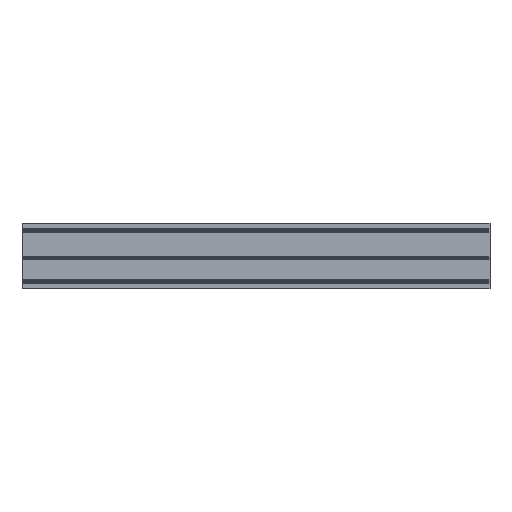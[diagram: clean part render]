
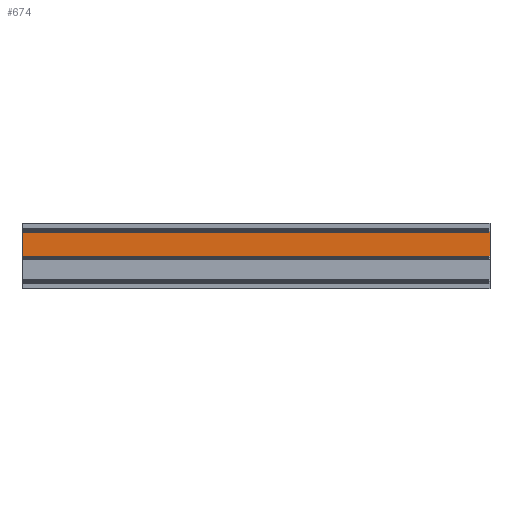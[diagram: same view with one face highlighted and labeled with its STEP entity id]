
A CAD part, top view. The second image highlights one B-rep face of the part: STEP entity #674.
In plain terms, the highlighted planar face has unit normal (0, 0, 1).
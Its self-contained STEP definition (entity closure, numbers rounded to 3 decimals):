
#674=ADVANCED_FACE('',(#806),#739,.T.);
#739=PLANE('',#2302);
#806=FACE_OUTER_BOUND('',#887,.T.);
#887=EDGE_LOOP('',(#1103,#1104,#1105,#1106));
#1103=ORIENTED_EDGE('',*,*,#1669,.F.);
#1104=ORIENTED_EDGE('',*,*,#1668,.F.);
#1105=ORIENTED_EDGE('',*,*,#1670,.T.);
#1106=ORIENTED_EDGE('',*,*,#1671,.T.);
#1471=VERTEX_POINT('',#3095);
#1472=VERTEX_POINT('',#3097);
#1473=VERTEX_POINT('',#3101);
#1474=VERTEX_POINT('',#3103);
#1668=EDGE_CURVE('',#1472,#1471,#1867,.T.);
#1669=EDGE_CURVE('',#1471,#1473,#1868,.T.);
#1670=EDGE_CURVE('',#1472,#1474,#1869,.T.);
#1671=EDGE_CURVE('',#1474,#1473,#1870,.T.);
#1867=LINE('',#3098,#2038);
#1868=LINE('',#3100,#2039);
#1869=LINE('',#3102,#2040);
#1870=LINE('',#3104,#2041);
#2038=VECTOR('',#2626,1.);
#2039=VECTOR('',#2629,1.);
#2040=VECTOR('',#2630,1.);
#2041=VECTOR('',#2631,1.);
#2302=AXIS2_PLACEMENT_3D('',#3105,#2632,#2633);
#2626=DIRECTION('',(-1.,0.,0.));
#2629=DIRECTION('',(0.,1.,0.));
#2630=DIRECTION('',(0.,1.,0.));
#2631=DIRECTION('',(-1.,0.,0.));
#2632=DIRECTION('',(0.,0.,1.));
#2633=DIRECTION('',(1.,0.,0.));
#3095=CARTESIAN_POINT('',(0.,138.5,4.45));
#3097=CARTESIAN_POINT('',(2000.,138.5,4.45));
#3098=CARTESIAN_POINT('',(2000.,138.5,4.45));
#3100=CARTESIAN_POINT('',(0.,234.9,4.45));
#3101=CARTESIAN_POINT('',(0.,242.,4.45));
#3102=CARTESIAN_POINT('',(2000.,138.5,4.45));
#3103=CARTESIAN_POINT('',(2000.,242.,4.45));
#3104=CARTESIAN_POINT('',(2000.,242.,4.45));
#3105=CARTESIAN_POINT('',(2000.,234.9,4.45));
